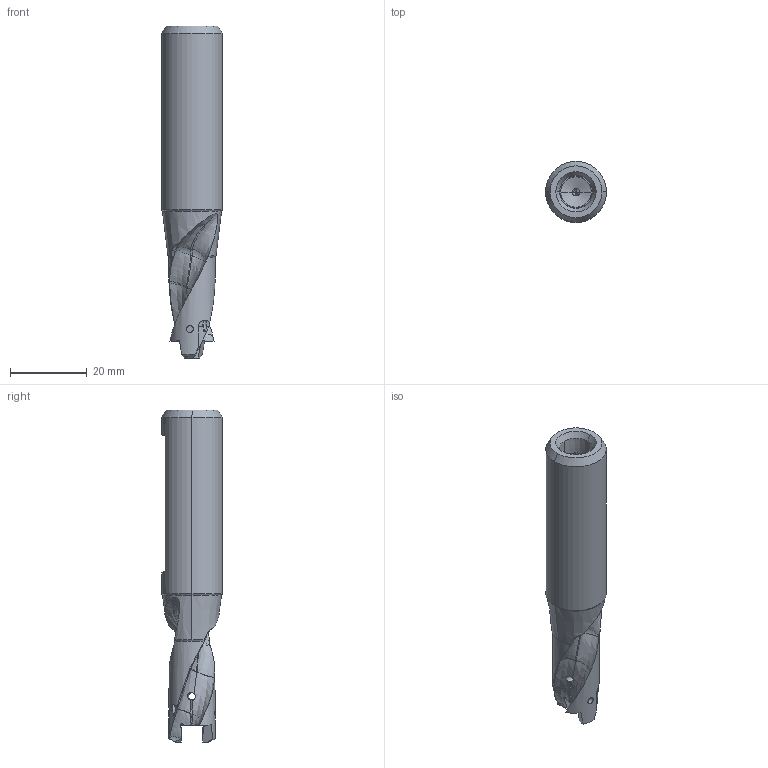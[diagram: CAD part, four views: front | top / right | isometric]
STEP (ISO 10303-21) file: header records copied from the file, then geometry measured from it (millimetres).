
FILE_DESCRIPTION(/* description */ (''),/* implementation_level */ '2;1');
FILE_NAME(/* name */ 'STAWSS0032.stp',/* time_stamp */ '2025-06-11T16:51:27+09:00',/* author */ (''),/* organization */ (''),/* preprocessor_version */ 'ST-DEVELOPER v18.101',/* originating_system */ 'SIEMENS PLM Software NX 2011',/* authorisation */ '');
FILE_SCHEMA (('AUTOMOTIVE_DESIGN { 1 0 10303 214 3 1 1 1 }'));
Length unit declared in the file: millimetre
Products named in the file (1): STAWSS0032_ASM
Bounding box: 15.88 x 15.88 x 86.65 mm (x, y, z)
Volume: 9830.2 mm3; surface area: 5736.3 mm2
Topology: 3 solids, 3 shells, 191 faces, 616 edges, 416 vertices
Faces by surface type: cylinder 63, plane 40, cone 36, bspline 24, sphere 22, torus 6
Entity records: 10719 total; most frequent: CARTESIAN_POINT 5782, ORIENTED_EDGE 1188, DIRECTION 776, EDGE_CURVE 594, VERTEX_POINT 412, B_SPLINE_CURVE_WITH_KNOTS 320, AXIS2_PLACEMENT_3D 320, EDGE_LOOP 204
